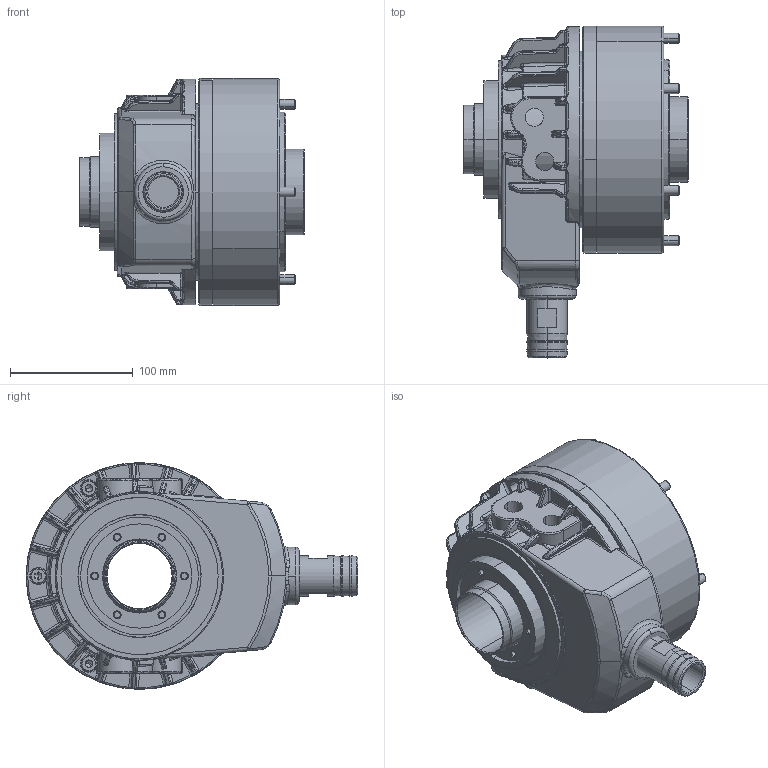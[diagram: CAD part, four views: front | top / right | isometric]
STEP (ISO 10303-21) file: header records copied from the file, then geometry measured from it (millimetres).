
FILE_DESCRIPTION (( 'STEP AP203' ), '1' );
FILE_NAME ('CF-TK-B853.STEP', '2022-01-20T00:43:13', ( '' ), ( '' ), 'SwSTEP 2.0', 'SolidWorks 2016', '' );
FILE_SCHEMA (( 'CONFIG_CONTROL_DESIGN' ));
Length unit declared in the file: millimetre
Products named in the file (9): 圓頭內六角螺栓_M8x70; CF-TK-852-08020; CF-TK-B853; CF-TK-852罩殼; CF-TK-A853閥軸; CF-TK-B853缸體; CF-TK-A853活塞; O-RING_G55; CT-S08-08000
Assembly tree (13 placements, depth 2):
  CF-TK-B853
    CF-TK-852罩殼
    CF-TK-A853閥軸
    CF-TK-B853缸體
    CF-TK-A853活塞
    O-RING_G55
    CT-S08-08000
    圓頭內六角螺栓_M8x70  x6
    CF-TK-852-08020
Bounding box: 183 x 270.5 x 185 mm (x, y, z)
Volume: 3026234.2 mm3; surface area: 460498.1 mm2
Topology: 13 solids, 17 shells, 1430 faces, 3449 edges, 2061 vertices
Faces by surface type: cylinder 577, plane 334, bspline 269, cone 162, torus 86, sphere 2
Entity records: 65047 total; most frequent: CARTESIAN_POINT 36189, ORIENTED_EDGE 6206, DIRECTION 5002, EDGE_CURVE 3103, AXIS2_PLACEMENT_3D 2001, VERTEX_POINT 1896, EDGE_LOOP 1467, ADVANCED_FACE 1305
